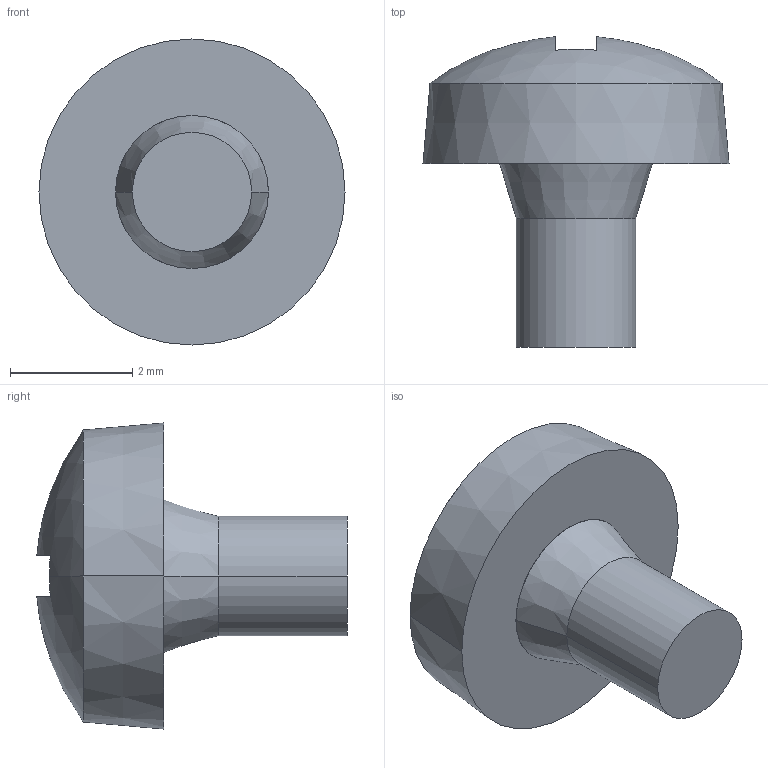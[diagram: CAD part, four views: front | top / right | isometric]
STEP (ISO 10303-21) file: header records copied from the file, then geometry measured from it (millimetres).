
FILE_DESCRIPTION (( 'STEP AP214' ), '1' );
FILE_NAME ('4E556690-D033-4A68-9C4B-A2C7FE67540D.STEP', '2022-11-15T10:54:33', ( '' ), ( '' ), 'SwSTEP 2.0', 'SolidWorks 2022', '' );
FILE_SCHEMA (( 'AUTOMOTIVE_DESIGN' ));
Length unit declared in the file: millimetre
Products named in the file (1): 4E556690-D033-4A68-9C4B-A2C7FE67540D
Bounding box: 5 x 5.07 x 5 mm (x, y, z)
Volume: 38 mm3; surface area: 87.9 mm2
Topology: 1 solids, 1 shells, 30 faces, 74 edges, 48 vertices
Faces by surface type: plane 20, cone 4, cylinder 4, sphere 2
Entity records: 930 total; most frequent: DIRECTION 166, CARTESIAN_POINT 153, ORIENTED_EDGE 148, EDGE_CURVE 74, AXIS2_PLACEMENT_3D 61, VERTEX_POINT 48, VECTOR 44, LINE 44
